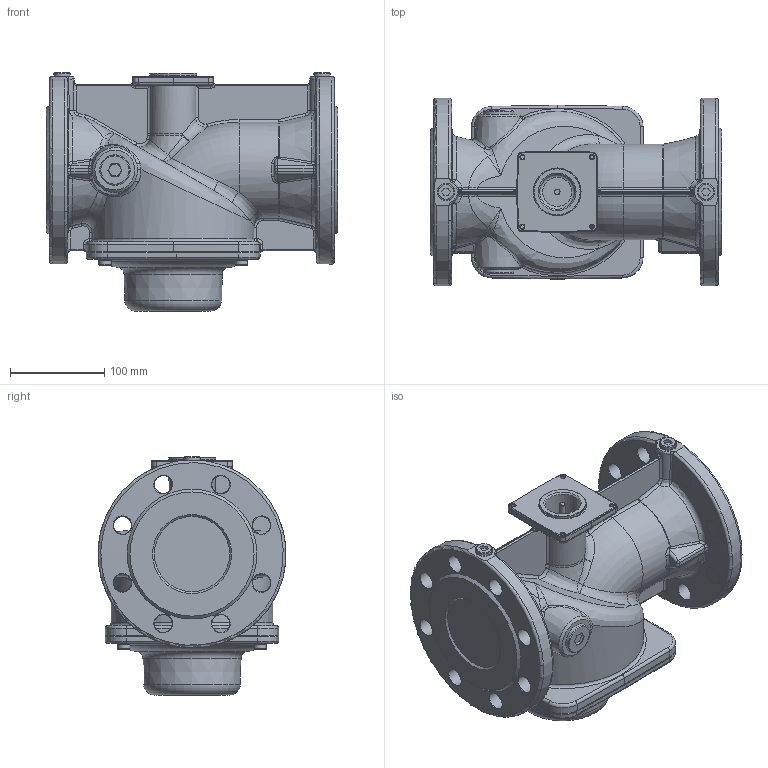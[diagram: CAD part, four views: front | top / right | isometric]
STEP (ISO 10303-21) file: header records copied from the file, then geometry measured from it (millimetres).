
FILE_DESCRIPTION(/* description */ (''),/* implementation_level */ '2;1');
FILE_NAME(/* name */ 'VGF10.80xx.stp',/* time_stamp */ '2016-11-08T10:48:04+01:00',/* author */ (''),/* organization */ (''),/* preprocessor_version */ 'ST-DEVELOPER v15',/* originating_system */ 'SIEMENS PLM Software NX 8.5',/* authorisation */ '');
FILE_SCHEMA (('AUTOMOTIVE_DESIGN { 1 0 10303 214 3 1 1 1 }'));
Length unit declared in the file: millimetre
Products named in the file (1): ront17488AE5bcyl
Bounding box: 310 x 199.7 x 253.3 mm (x, y, z)
Volume: 5861632.2 mm3; surface area: 386900.8 mm2
Topology: 1 solids, 5 shells, 859 faces, 1989 edges, 1145 vertices
Faces by surface type: bspline 299, plane 209, cylinder 193, torus 78, cone 62, sphere 18
Full cylindrical faces by diameter (mm): 4 x8, 4.2 x4, 6 x1, 7.794 x4, 13 x8, 18 x2, 18.5 x2, 19 x16, 32 x2, 32.5 x2, 37 x1, 50 x1, 181 x1
Entity records: 39508 total; most frequent: CARTESIAN_POINT 16843, ORIENTED_EDGE 3550, DIRECTION 3032, EDGE_CURVE 1775, AXIS2_PLACEMENT_3D 1254, VERTEX_POINT 1097, EDGE_LOOP 1088, PRESENTATION_STYLE_ASSIGNMENT 857
